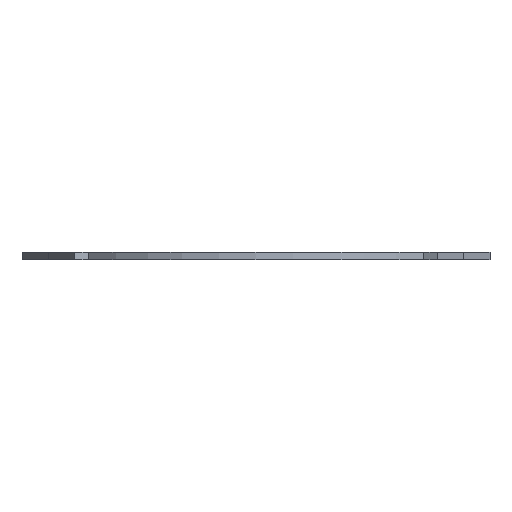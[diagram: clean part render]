
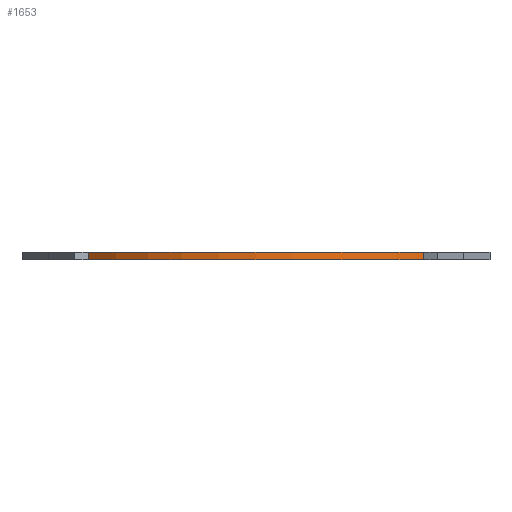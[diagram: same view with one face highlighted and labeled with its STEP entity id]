
A CAD part, front view. The second image highlights one B-rep face of the part: STEP entity #1653.
In plain terms, the highlighted cylindrical face has radius 175 mm (diameter 350 mm), a partial arc.
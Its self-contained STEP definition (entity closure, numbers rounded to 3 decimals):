
#188 = PLANE('',#189);
#189 = AXIS2_PLACEMENT_3D('',#190,#191,#192);
#190 = CARTESIAN_POINT('',(0.,-95.318,6.));
#191 = DIRECTION('',(0.,0.,1.));
#192 = DIRECTION('',(-0.5,-0.866,0.));
#777 = EDGE_CURVE('',#778,#780,#782,.T.);
#778 = VERTEX_POINT('',#779);
#779 = CARTESIAN_POINT('',(-127.542,-119.825,6.));
#780 = VERTEX_POINT('',#781);
#781 = CARTESIAN_POINT('',(127.542,-119.825,6.));
#782 = SURFACE_CURVE('',#783,(#788,#795),.PCURVE_S1.);
#783 = CIRCLE('',#784,175.);
#784 = AXIS2_PLACEMENT_3D('',#785,#786,#787);
#785 = CARTESIAN_POINT('',(0.,0.,6.));
#786 = DIRECTION('',(0.,0.,1.));
#787 = DIRECTION('',(-0.5,-0.866,0.));
#788 = PCURVE('',#188,#789);
#789 = DEFINITIONAL_REPRESENTATION('',(#790),#794);
#790 = CIRCLE('',#791,175.);
#791 = AXIS2_PLACEMENT_2D('',#792,#793);
#792 = CARTESIAN_POINT('',(-82.548,-47.659));
#793 = DIRECTION('',(1.,0.));
#794 = ( GEOMETRIC_REPRESENTATION_CONTEXT(2) 
PARAMETRIC_REPRESENTATION_CONTEXT() REPRESENTATION_CONTEXT('2D SPACE',''
  ) );
#795 = PCURVE('',#796,#801);
#796 = CYLINDRICAL_SURFACE('',#797,175.);
#797 = AXIS2_PLACEMENT_3D('',#798,#799,#800);
#798 = CARTESIAN_POINT('',(0.,0.,0.));
#799 = DIRECTION('',(0.,0.,-1.));
#800 = DIRECTION('',(-0.5,-0.866,0.));
#801 = DEFINITIONAL_REPRESENTATION('',(#802),#806);
#802 = LINE('',#803,#804);
#803 = CARTESIAN_POINT('',(-0.,-6.));
#804 = VECTOR('',#805,1.);
#805 = DIRECTION('',(-1.,0.));
#806 = ( GEOMETRIC_REPRESENTATION_CONTEXT(2) 
PARAMETRIC_REPRESENTATION_CONTEXT() REPRESENTATION_CONTEXT('2D SPACE',''
  ) );
#824 = PLANE('',#825);
#825 = AXIS2_PLACEMENT_3D('',#826,#827,#828);
#826 = CARTESIAN_POINT('',(137.935,-125.825,
    0.));
#827 = DIRECTION('',(-0.5,-0.866,0.));
#828 = DIRECTION('',(-0.866,0.5,0.));
#906 = PLANE('',#907);
#907 = AXIS2_PLACEMENT_3D('',#908,#909,#910);
#908 = CARTESIAN_POINT('',(-127.542,-119.825,
    0.));
#909 = DIRECTION('',(0.5,-0.866,0.));
#910 = DIRECTION('',(-0.866,-0.5,0.));
#1200 = PLANE('',#1201);
#1201 = AXIS2_PLACEMENT_3D('',#1202,#1203,#1204);
#1202 = CARTESIAN_POINT('',(0.,-95.318,
    0.));
#1203 = DIRECTION('',(0.,0.,1.));
#1204 = DIRECTION('',(-0.5,-0.866,0.));
#1653 = ADVANCED_FACE('',(#1654),#796,.T.);
#1654 = FACE_BOUND('',#1655,.F.);
#1655 = EDGE_LOOP('',(#1656,#1679,#1680,#1703));
#1656 = ORIENTED_EDGE('',*,*,#1657,.T.);
#1657 = EDGE_CURVE('',#1658,#778,#1660,.T.);
#1658 = VERTEX_POINT('',#1659);
#1659 = CARTESIAN_POINT('',(-127.542,-119.825,0.));
#1660 = SURFACE_CURVE('',#1661,(#1665,#1672),.PCURVE_S1.);
#1661 = LINE('',#1662,#1663);
#1662 = CARTESIAN_POINT('',(-127.542,-119.825,
    0.));
#1663 = VECTOR('',#1664,1.);
#1664 = DIRECTION('',(0.,0.,1.));
#1665 = PCURVE('',#796,#1666);
#1666 = DEFINITIONAL_REPRESENTATION('',(#1667),#1671);
#1667 = LINE('',#1668,#1669);
#1668 = CARTESIAN_POINT('',(-5.99,0.));
#1669 = VECTOR('',#1670,1.);
#1670 = DIRECTION('',(-0.,-1.));
#1671 = ( GEOMETRIC_REPRESENTATION_CONTEXT(2) 
PARAMETRIC_REPRESENTATION_CONTEXT() REPRESENTATION_CONTEXT('2D SPACE',''
  ) );
#1672 = PCURVE('',#906,#1673);
#1673 = DEFINITIONAL_REPRESENTATION('',(#1674),#1678);
#1674 = LINE('',#1675,#1676);
#1675 = CARTESIAN_POINT('',(0.,0.));
#1676 = VECTOR('',#1677,1.);
#1677 = DIRECTION('',(0.,-1.));
#1678 = ( GEOMETRIC_REPRESENTATION_CONTEXT(2) 
PARAMETRIC_REPRESENTATION_CONTEXT() REPRESENTATION_CONTEXT('2D SPACE',''
  ) );
#1679 = ORIENTED_EDGE('',*,*,#777,.T.);
#1680 = ORIENTED_EDGE('',*,*,#1681,.F.);
#1681 = EDGE_CURVE('',#1682,#780,#1684,.T.);
#1682 = VERTEX_POINT('',#1683);
#1683 = CARTESIAN_POINT('',(127.542,-119.825,0.));
#1684 = SURFACE_CURVE('',#1685,(#1689,#1696),.PCURVE_S1.);
#1685 = LINE('',#1686,#1687);
#1686 = CARTESIAN_POINT('',(127.542,-119.825,
    0.));
#1687 = VECTOR('',#1688,1.);
#1688 = DIRECTION('',(0.,0.,1.));
#1689 = PCURVE('',#796,#1690);
#1690 = DEFINITIONAL_REPRESENTATION('',(#1691),#1695);
#1691 = LINE('',#1692,#1693);
#1692 = CARTESIAN_POINT('',(-7.623,0.));
#1693 = VECTOR('',#1694,1.);
#1694 = DIRECTION('',(-0.,-1.));
#1695 = ( GEOMETRIC_REPRESENTATION_CONTEXT(2) 
PARAMETRIC_REPRESENTATION_CONTEXT() REPRESENTATION_CONTEXT('2D SPACE',''
  ) );
#1696 = PCURVE('',#824,#1697);
#1697 = DEFINITIONAL_REPRESENTATION('',(#1698),#1702);
#1698 = LINE('',#1699,#1700);
#1699 = CARTESIAN_POINT('',(12.,0.));
#1700 = VECTOR('',#1701,1.);
#1701 = DIRECTION('',(0.,-1.));
#1702 = ( GEOMETRIC_REPRESENTATION_CONTEXT(2) 
PARAMETRIC_REPRESENTATION_CONTEXT() REPRESENTATION_CONTEXT('2D SPACE',''
  ) );
#1703 = ORIENTED_EDGE('',*,*,#1704,.F.);
#1704 = EDGE_CURVE('',#1658,#1682,#1705,.T.);
#1705 = SURFACE_CURVE('',#1706,(#1711,#1718),.PCURVE_S1.);
#1706 = CIRCLE('',#1707,175.);
#1707 = AXIS2_PLACEMENT_3D('',#1708,#1709,#1710);
#1708 = CARTESIAN_POINT('',(0.,0.,0.));
#1709 = DIRECTION('',(0.,0.,1.));
#1710 = DIRECTION('',(-0.5,-0.866,0.));
#1711 = PCURVE('',#796,#1712);
#1712 = DEFINITIONAL_REPRESENTATION('',(#1713),#1717);
#1713 = LINE('',#1714,#1715);
#1714 = CARTESIAN_POINT('',(-0.,0.));
#1715 = VECTOR('',#1716,1.);
#1716 = DIRECTION('',(-1.,0.));
#1717 = ( GEOMETRIC_REPRESENTATION_CONTEXT(2) 
PARAMETRIC_REPRESENTATION_CONTEXT() REPRESENTATION_CONTEXT('2D SPACE',''
  ) );
#1718 = PCURVE('',#1200,#1719);
#1719 = DEFINITIONAL_REPRESENTATION('',(#1720),#1724);
#1720 = CIRCLE('',#1721,175.);
#1721 = AXIS2_PLACEMENT_2D('',#1722,#1723);
#1722 = CARTESIAN_POINT('',(-82.548,-47.659));
#1723 = DIRECTION('',(1.,0.));
#1724 = ( GEOMETRIC_REPRESENTATION_CONTEXT(2) 
PARAMETRIC_REPRESENTATION_CONTEXT() REPRESENTATION_CONTEXT('2D SPACE',''
  ) );
